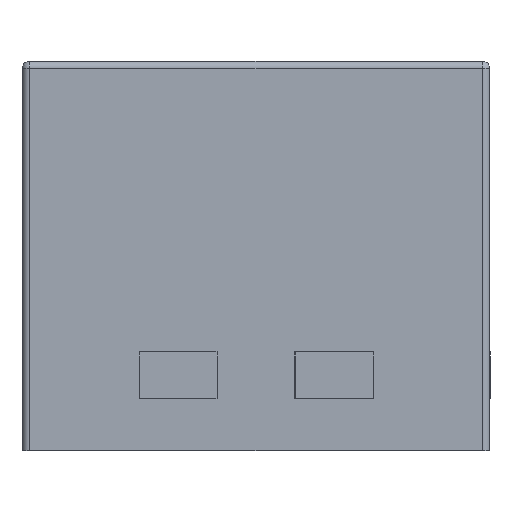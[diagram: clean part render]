
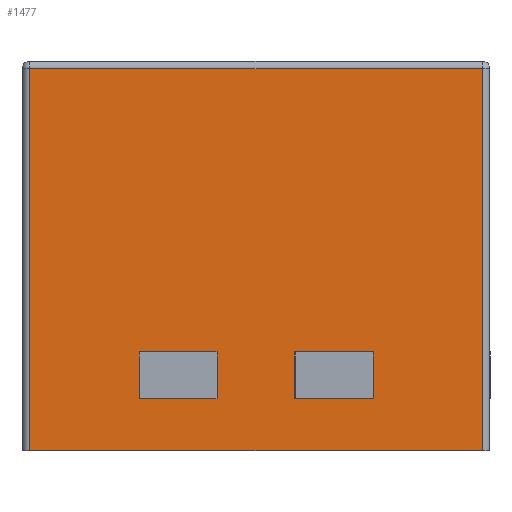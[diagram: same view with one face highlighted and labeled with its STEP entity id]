
A CAD part, left-side view. The second image highlights one B-rep face of the part: STEP entity #1477.
In plain terms, the highlighted planar face has unit normal (-1, 0, 0).
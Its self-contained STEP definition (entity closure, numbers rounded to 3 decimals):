
#31 = EDGE_CURVE ( 'NONE', #3212, #2889, #1166, .T. ) ;
#53 = CARTESIAN_POINT ( 'NONE',  ( -0.5, -0.15, 0.127 ) ) ;
#113 = VECTOR ( 'NONE', #4461, 1000. ) ;
#114 = ORIENTED_EDGE ( 'NONE', *, *, #723, .F. ) ;
#115 = EDGE_CURVE ( 'NONE', #2618, #409, #917, .T. ) ;
#197 = ORIENTED_EDGE ( 'NONE', *, *, #1001, .T. ) ;
#217 = DIRECTION ( 'NONE',  ( 0., -1., 0. ) ) ;
#359 = VECTOR ( 'NONE', #411, 1000. ) ;
#409 = VERTEX_POINT ( 'NONE', #3447 ) ;
#411 = DIRECTION ( 'NONE',  ( 0., -1., 0. ) ) ;
#418 = LINE ( 'NONE', #733, #113 ) ;
#422 = VECTOR ( 'NONE', #2962, 1000. ) ;
#497 = DIRECTION ( 'NONE',  ( 0., 1., 0. ) ) ;
#618 = CARTESIAN_POINT ( 'NONE',  ( -0.5, -0.3, 0.127 ) ) ;
#674 = VECTOR ( 'NONE', #4018, 1000. ) ;
#723 = EDGE_CURVE ( 'NONE', #897, #409, #3829, .T. ) ;
#728 = CARTESIAN_POINT ( 'NONE',  ( -0.5, -0.3, 0. ) ) ;
#733 = CARTESIAN_POINT ( 'NONE',  ( -0.5, 0.15, 0.067 ) ) ;
#741 = CARTESIAN_POINT ( 'NONE',  ( -0.5, -0.29, 0. ) ) ;
#753 = AXIS2_PLACEMENT_3D ( 'NONE', #728, #2215, #1564 ) ;
#797 = VERTEX_POINT ( 'NONE', #1507 ) ;
#799 = CARTESIAN_POINT ( 'NONE',  ( -0.5, -0.3, 0.127 ) ) ;
#893 = LINE ( 'NONE', #3916, #3605 ) ;
#897 = VERTEX_POINT ( 'NONE', #2080 ) ;
#917 = LINE ( 'NONE', #3494, #2052 ) ;
#934 = VERTEX_POINT ( 'NONE', #2384 ) ;
#944 = VECTOR ( 'NONE', #497, 1000. ) ;
#953 = CARTESIAN_POINT ( 'NONE',  ( -0.5, -0.3, 0.067 ) ) ;
#1001 = EDGE_CURVE ( 'NONE', #3521, #2889, #1033, .T. ) ;
#1024 = VECTOR ( 'NONE', #1113, 1000. ) ;
#1033 = LINE ( 'NONE', #1836, #2779 ) ;
#1065 = ORIENTED_EDGE ( 'NONE', *, *, #3583, .T. ) ;
#1083 = EDGE_CURVE ( 'NONE', #897, #2615, #418, .T. ) ;
#1100 = FACE_BOUND ( 'NONE', #2863, .T. ) ;
#1105 = ORIENTED_EDGE ( 'NONE', *, *, #3294, .T. ) ;
#1113 = DIRECTION ( 'NONE',  ( 0., 0., 1. ) ) ;
#1117 = VERTEX_POINT ( 'NONE', #4824 ) ;
#1166 = LINE ( 'NONE', #3359, #1982 ) ;
#1281 = DIRECTION ( 'NONE',  ( 0., 0., 1. ) ) ;
#1319 = CARTESIAN_POINT ( 'NONE',  ( -0.5, 0.29, 0.49 ) ) ;
#1432 = EDGE_CURVE ( 'NONE', #2615, #2618, #4528, .T. ) ;
#1477 = ADVANCED_FACE ( 'NONE', ( #4550, #1100, #4088 ), #4508, .F. ) ;
#1502 = ORIENTED_EDGE ( 'NONE', *, *, #1647, .F. ) ;
#1507 = CARTESIAN_POINT ( 'NONE',  ( -0.5, -0.29, 0.49 ) ) ;
#1564 = DIRECTION ( 'NONE',  ( 0., 0., -1. ) ) ;
#1630 = CARTESIAN_POINT ( 'NONE',  ( -0.5, 0.05, 0.127 ) ) ;
#1636 = DIRECTION ( 'NONE',  ( 0., 0., -1. ) ) ;
#1647 = EDGE_CURVE ( 'NONE', #934, #4148, #2497, .T. ) ;
#1732 = LINE ( 'NONE', #4008, #2242 ) ;
#1752 = ORIENTED_EDGE ( 'NONE', *, *, #1083, .T. ) ;
#1836 = CARTESIAN_POINT ( 'NONE',  ( -0.5, 0.29, 0. ) ) ;
#1982 = VECTOR ( 'NONE', #2663, 1000. ) ;
#2019 = EDGE_LOOP ( 'NONE', ( #1502, #4487, #1065, #2399 ) ) ;
#2052 = VECTOR ( 'NONE', #1636, 1000. ) ;
#2080 = CARTESIAN_POINT ( 'NONE',  ( -0.5, 0.15, 0.067 ) ) ;
#2105 = EDGE_LOOP ( 'NONE', ( #2904, #4546, #1105, #197 ) ) ;
#2215 = DIRECTION ( 'NONE',  ( 1., 0., 0. ) ) ;
#2242 = VECTOR ( 'NONE', #3230, 1000. ) ;
#2384 = CARTESIAN_POINT ( 'NONE',  ( -0.5, -0.05, 0.067 ) ) ;
#2398 = CARTESIAN_POINT ( 'NONE',  ( -0.5, 0.29, 0. ) ) ;
#2399 = ORIENTED_EDGE ( 'NONE', *, *, #2419, .T. ) ;
#2419 = EDGE_CURVE ( 'NONE', #4276, #4148, #1732, .T. ) ;
#2497 = LINE ( 'NONE', #953, #674 ) ;
#2527 = DIRECTION ( 'NONE',  ( 0., 0., -1. ) ) ;
#2583 = CARTESIAN_POINT ( 'NONE',  ( -0.5, -0.29, 0. ) ) ;
#2615 = VERTEX_POINT ( 'NONE', #2753 ) ;
#2618 = VERTEX_POINT ( 'NONE', #1630 ) ;
#2663 = DIRECTION ( 'NONE',  ( 0., 1., 0. ) ) ;
#2753 = CARTESIAN_POINT ( 'NONE',  ( -0.5, 0.15, 0.127 ) ) ;
#2757 = CARTESIAN_POINT ( 'NONE',  ( -0.5, -0.3, 0.49 ) ) ;
#2779 = VECTOR ( 'NONE', #2527, 1000. ) ;
#2863 = EDGE_LOOP ( 'NONE', ( #1752, #4805, #3593, #114 ) ) ;
#2889 = VERTEX_POINT ( 'NONE', #2398 ) ;
#2904 = ORIENTED_EDGE ( 'NONE', *, *, #31, .F. ) ;
#2962 = DIRECTION ( 'NONE',  ( 0., -1., 0. ) ) ;
#3058 = LINE ( 'NONE', #741, #1024 ) ;
#3212 = VERTEX_POINT ( 'NONE', #2583 ) ;
#3230 = DIRECTION ( 'NONE',  ( 0., 0., -1. ) ) ;
#3294 = EDGE_CURVE ( 'NONE', #797, #3521, #4602, .T. ) ;
#3359 = CARTESIAN_POINT ( 'NONE',  ( -0.5, -0.3, 0. ) ) ;
#3391 = CARTESIAN_POINT ( 'NONE',  ( -0.5, -0.3, 0.067 ) ) ;
#3447 = CARTESIAN_POINT ( 'NONE',  ( -0.5, 0.05, 0.067 ) ) ;
#3494 = CARTESIAN_POINT ( 'NONE',  ( -0.5, 0.05, 0.067 ) ) ;
#3521 = VERTEX_POINT ( 'NONE', #1319 ) ;
#3583 = EDGE_CURVE ( 'NONE', #1117, #4276, #3584, .T. ) ;
#3584 = LINE ( 'NONE', #618, #4619 ) ;
#3593 = ORIENTED_EDGE ( 'NONE', *, *, #115, .T. ) ;
#3605 = VECTOR ( 'NONE', #1281, 1000. ) ;
#3829 = LINE ( 'NONE', #3391, #422 ) ;
#3916 = CARTESIAN_POINT ( 'NONE',  ( -0.5, -0.05, 0.067 ) ) ;
#3997 = EDGE_CURVE ( 'NONE', #934, #1117, #893, .T. ) ;
#4008 = CARTESIAN_POINT ( 'NONE',  ( -0.5, -0.15, 0.067 ) ) ;
#4018 = DIRECTION ( 'NONE',  ( 0., -1., 0. ) ) ;
#4088 = FACE_BOUND ( 'NONE', #2019, .T. ) ;
#4148 = VERTEX_POINT ( 'NONE', #4714 ) ;
#4276 = VERTEX_POINT ( 'NONE', #53 ) ;
#4293 = EDGE_CURVE ( 'NONE', #3212, #797, #3058, .T. ) ;
#4461 = DIRECTION ( 'NONE',  ( 0., 0., 1. ) ) ;
#4487 = ORIENTED_EDGE ( 'NONE', *, *, #3997, .T. ) ;
#4508 = PLANE ( 'NONE',  #753 ) ;
#4528 = LINE ( 'NONE', #799, #359 ) ;
#4546 = ORIENTED_EDGE ( 'NONE', *, *, #4293, .T. ) ;
#4550 = FACE_OUTER_BOUND ( 'NONE', #2105, .T. ) ;
#4602 = LINE ( 'NONE', #2757, #944 ) ;
#4619 = VECTOR ( 'NONE', #217, 1000. ) ;
#4714 = CARTESIAN_POINT ( 'NONE',  ( -0.5, -0.15, 0.067 ) ) ;
#4805 = ORIENTED_EDGE ( 'NONE', *, *, #1432, .T. ) ;
#4824 = CARTESIAN_POINT ( 'NONE',  ( -0.5, -0.05, 0.127 ) ) ;
